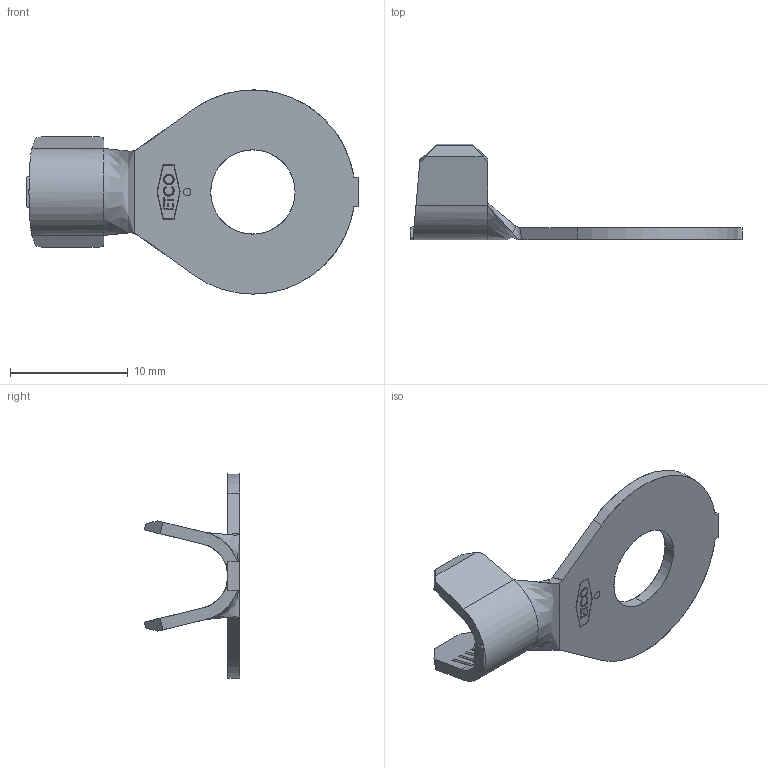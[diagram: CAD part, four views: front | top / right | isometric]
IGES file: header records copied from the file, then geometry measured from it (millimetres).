
Start section: SolidWorks IGES file using analytic representation for surfaces
Global section: file name: 02994.IGS; native system: SolidWorks 2014; preprocessor: SolidWorks 2014; author: sjohnson; date: 150209.134452; units: inch
Bounding box: 28.24 x 8.13 x 17.37 mm (x, y, z)
Surface area: 818.2 mm2 (no closed solid volume)
Topology: 0 solids, 0 shells, 174 faces, 1272 edges, 1272 vertices
Faces by surface type: bspline 141, revolution 33
